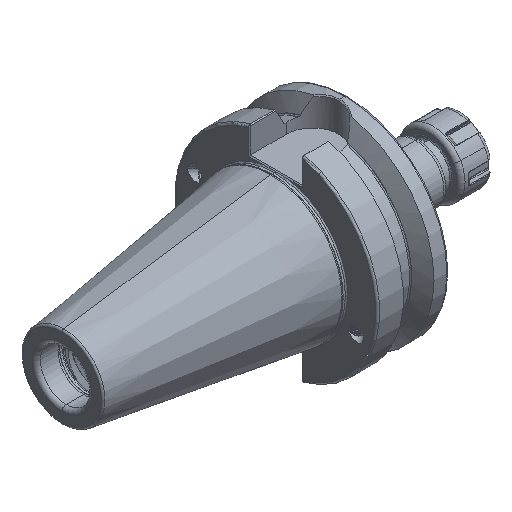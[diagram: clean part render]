
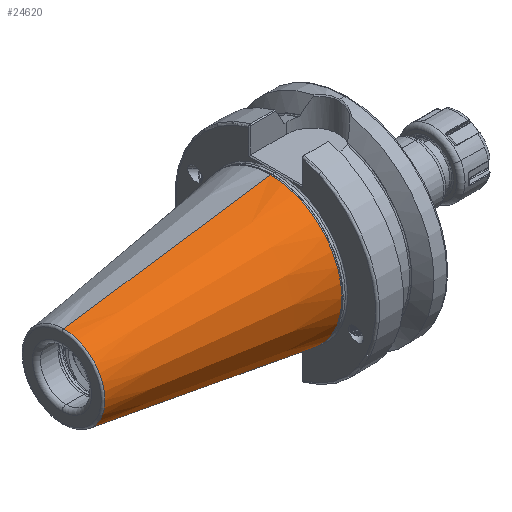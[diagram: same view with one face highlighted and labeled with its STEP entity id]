
A CAD part, isometric view. The second image highlights one B-rep face of the part: STEP entity #24620.
In plain terms, the highlighted conical face has half-angle 8.297 degrees and reference radius 34.998 mm.
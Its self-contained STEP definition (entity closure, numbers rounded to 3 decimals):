
#231 = VERTEX_POINT ( 'NONE', #2737 ) ;
#262 = VERTEX_POINT ( 'NONE', #2772 ) ;
#287 = VERTEX_POINT ( 'NONE', #2754 ) ;
#290 = VERTEX_POINT ( 'NONE', #2756 ) ;
#363 = ORIENTED_EDGE ( 'NONE', *, *, #28341, .T. ) ;
#435 = ORIENTED_EDGE ( 'NONE', *, *, #28338, .F. ) ;
#451 = ORIENTED_EDGE ( 'NONE', *, *, #29413, .F. ) ;
#484 = ORIENTED_EDGE ( 'NONE', *, *, #29417, .T. ) ;
#1383 = EDGE_LOOP ( 'NONE', ( #435, #451, #363, #484 ) ) ;
#2737 = CARTESIAN_POINT ( 'NONE',  ( -103.944, 0., -20.204 ) ) ;
#2754 = CARTESIAN_POINT ( 'NONE',  ( -2.5, 0., 34.998 ) ) ;
#2756 = CARTESIAN_POINT ( 'NONE',  ( -2.5, 0., -34.998 ) ) ;
#2772 = CARTESIAN_POINT ( 'NONE',  ( -103.944, 0., 20.204 ) ) ;
#9061 = FACE_OUTER_BOUND ( 'NONE', #1383, .T. ) ;
#9070 = CONICAL_SURFACE ( 'NONE', #11148, 34.998, 0.145 ) ;
#9382 = VECTOR ( 'NONE', #18619, 1000. ) ;
#9403 = LINE ( 'NONE', #18646, #9412 ) ;
#9412 = VECTOR ( 'NONE', #18652, 1000. ) ;
#9421 = LINE ( 'NONE', #18618, #9382 ) ;
#11148 = AXIS2_PLACEMENT_3D ( 'NONE', #16153, #16138, #16154 ) ;
#16138 = DIRECTION ( 'NONE',  ( 1., 0., 0. ) ) ;
#16153 = CARTESIAN_POINT ( 'NONE',  ( -2.5, 0., 0. ) ) ;
#16154 = DIRECTION ( 'NONE',  ( 0., 0., -1. ) ) ;
#18618 = CARTESIAN_POINT ( 'NONE',  ( -2.5, 0., 34.998 ) ) ;
#18619 = DIRECTION ( 'NONE',  ( 0.99, 0., 0.144 ) ) ;
#18646 = CARTESIAN_POINT ( 'NONE',  ( -2.5, 0., -34.998 ) ) ;
#18652 = DIRECTION ( 'NONE',  ( 0.99, 0., -0.144 ) ) ;
#21746 = AXIS2_PLACEMENT_3D ( 'NONE', #22943, #22953, #22942 ) ;
#21749 = AXIS2_PLACEMENT_3D ( 'NONE', #22962, #22945, #22959 ) ;
#22942 = DIRECTION ( 'NONE',  ( 0., 0., 1. ) ) ;
#22943 = CARTESIAN_POINT ( 'NONE',  ( -103.944, 0., 0. ) ) ;
#22945 = DIRECTION ( 'NONE',  ( -1., 0., 0. ) ) ;
#22953 = DIRECTION ( 'NONE',  ( -1., 0., 0. ) ) ;
#22959 = DIRECTION ( 'NONE',  ( 0., 0., 1. ) ) ;
#22962 = CARTESIAN_POINT ( 'NONE',  ( -2.5, 0., 0. ) ) ;
#23400 = CIRCLE ( 'NONE', #21746, 20.204 ) ;
#23412 = CIRCLE ( 'NONE', #21749, 34.998 ) ;
#24620 = ADVANCED_FACE ( 'NONE', ( #9061 ), #9070, .T. ) ;
#28338 = EDGE_CURVE ( 'NONE', #262, #287, #9421, .T. ) ;
#28341 = EDGE_CURVE ( 'NONE', #231, #290, #9403, .T. ) ;
#29413 = EDGE_CURVE ( 'NONE', #231, #262, #23400, .T. ) ;
#29417 = EDGE_CURVE ( 'NONE', #290, #287, #23412, .T. ) ;
